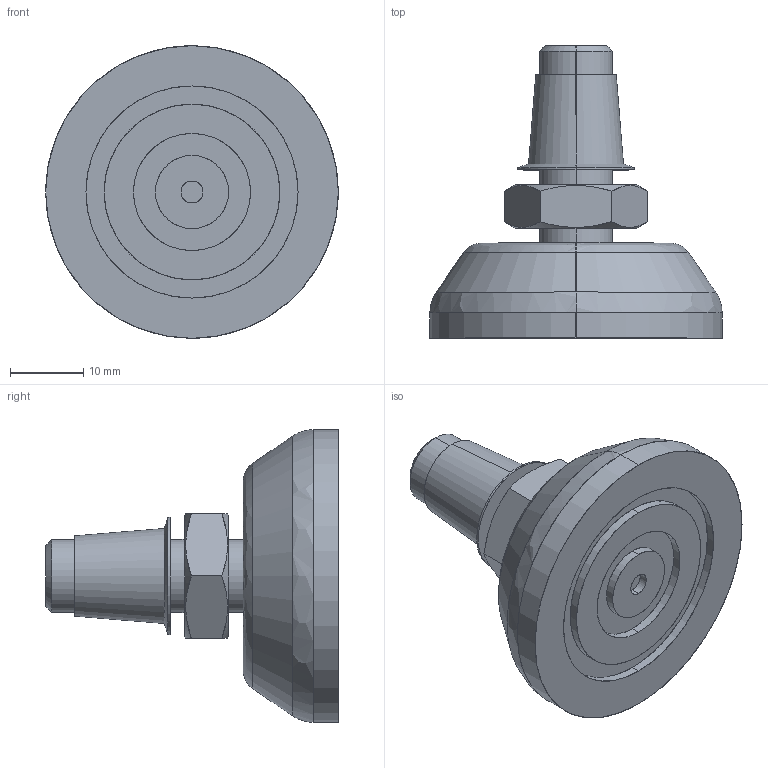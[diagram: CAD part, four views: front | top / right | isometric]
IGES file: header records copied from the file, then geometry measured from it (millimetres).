
Start section: SolidWorks IGES file using analytic representation for surfaces
Global section: file name: KC-1288-2-40.IGS; native system: SolidWorks 2014; preprocessor: SolidWorks 2014; author: 1337yo; date: 180305.142550; units: millimetre
Bounding box: 40 x 40 x 40 mm (x, y, z)
Surface area: 6647.5 mm2 (no closed solid volume)
Topology: 0 solids, 0 shells, 54 faces, 1124 edges, 1124 vertices
Faces by surface type: revolution 32, bspline 22
